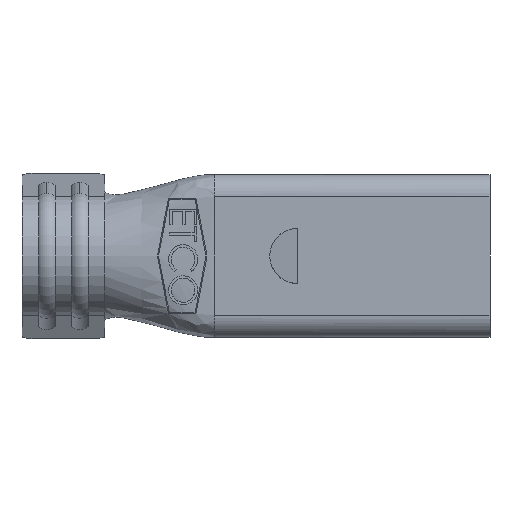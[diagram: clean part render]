
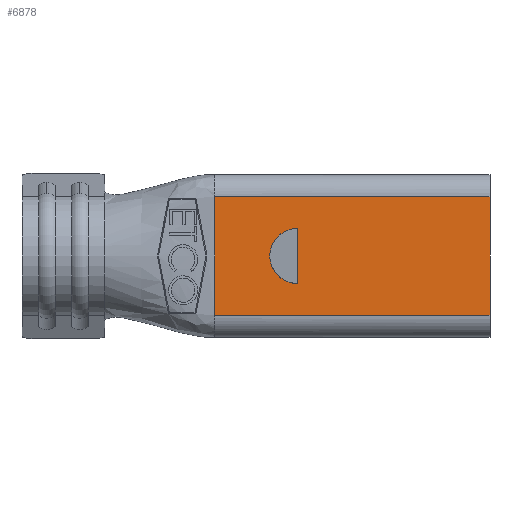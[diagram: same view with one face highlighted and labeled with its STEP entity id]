
A CAD part, front view. The second image highlights one B-rep face of the part: STEP entity #6878.
In plain terms, the highlighted planar face has unit normal (0, -1, 0).
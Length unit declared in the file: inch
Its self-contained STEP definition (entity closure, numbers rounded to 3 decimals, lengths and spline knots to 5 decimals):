
#177 = FACE_OUTER_BOUND ( 'NONE', #4470, .T. ) ;
#359 = CARTESIAN_POINT ( 'NONE',  ( -0.25, -0.01, -0.054 ) ) ;
#389 = VERTEX_POINT ( 'NONE', #6301 ) ;
#483 = ORIENTED_EDGE ( 'NONE', *, *, #5212, .F. ) ;
#863 = CARTESIAN_POINT ( 'NONE',  ( -0.175, -0.01, 0.025 ) ) ;
#990 = ORIENTED_EDGE ( 'NONE', *, *, #2658, .F. ) ;
#997 = AXIS2_PLACEMENT_3D ( 'NONE', #2540, #6303, #3083 ) ;
#1048 = EDGE_CURVE ( 'NONE', #6693, #5953, #1983, .T. ) ;
#1124 = CARTESIAN_POINT ( 'NONE',  ( -0.25, -0.01, 0.054 ) ) ;
#1190 = CARTESIAN_POINT ( 'NONE',  ( 0., -0.01, -0.054 ) ) ;
#1354 = AXIS2_PLACEMENT_3D ( 'NONE', #359, #5756, #2542 ) ;
#1627 = FACE_BOUND ( 'NONE', #5687, .T. ) ;
#1678 = CARTESIAN_POINT ( 'NONE',  ( -0.25, -0.01, 0.054 ) ) ;
#1690 = ORIENTED_EDGE ( 'NONE', *, *, #3885, .T. ) ;
#1843 = CARTESIAN_POINT ( 'NONE',  ( -0.25, -0.01, -0.054 ) ) ;
#1966 = CIRCLE ( 'NONE', #997, 0.025 ) ;
#1983 = LINE ( 'NONE', #5329, #6086 ) ;
#2010 = PLANE ( 'NONE',  #1354 ) ;
#2106 = CARTESIAN_POINT ( 'NONE',  ( 0., -0.01, -0.054 ) ) ;
#2117 = DIRECTION ( 'NONE',  ( 1., 0., 0. ) ) ;
#2385 = EDGE_CURVE ( 'NONE', #5325, #2851, #6502, .T. ) ;
#2387 = VECTOR ( 'NONE', #5970, 39.37008 ) ;
#2513 = ORIENTED_EDGE ( 'NONE', *, *, #2385, .F. ) ;
#2540 = CARTESIAN_POINT ( 'NONE',  ( -0.175, -0.01, 0. ) ) ;
#2542 = DIRECTION ( 'NONE',  ( 0., 0., -1. ) ) ;
#2658 = EDGE_CURVE ( 'NONE', #2851, #5953, #3161, .T. ) ;
#2712 = VECTOR ( 'NONE', #4771, 39.37008 ) ;
#2796 = DIRECTION ( 'NONE',  ( 0., 0., -1. ) ) ;
#2851 = VERTEX_POINT ( 'NONE', #3966 ) ;
#2975 = ORIENTED_EDGE ( 'NONE', *, *, #3773, .F. ) ;
#3083 = DIRECTION ( 'NONE',  ( 0., 0., -1. ) ) ;
#3137 = CARTESIAN_POINT ( 'NONE',  ( -0.25, -0.01, -0.054 ) ) ;
#3161 = LINE ( 'NONE', #1190, #4065 ) ;
#3272 = VERTEX_POINT ( 'NONE', #863 ) ;
#3761 = LINE ( 'NONE', #5796, #5186 ) ;
#3773 = EDGE_CURVE ( 'NONE', #3272, #389, #1966, .T. ) ;
#3885 = EDGE_CURVE ( 'NONE', #5325, #6693, #4141, .T. ) ;
#3918 = ORIENTED_EDGE ( 'NONE', *, *, #1048, .T. ) ;
#3966 = CARTESIAN_POINT ( 'NONE',  ( 0., -0.01, 0.054 ) ) ;
#4065 = VECTOR ( 'NONE', #2796, 39.37008 ) ;
#4141 = LINE ( 'NONE', #3137, #2712 ) ;
#4158 = DIRECTION ( 'NONE',  ( 0., 0., 1. ) ) ;
#4470 = EDGE_LOOP ( 'NONE', ( #990, #2513, #1690, #3918 ) ) ;
#4771 = DIRECTION ( 'NONE',  ( 0., 0., -1. ) ) ;
#5186 = VECTOR ( 'NONE', #4158, 39.37008 ) ;
#5212 = EDGE_CURVE ( 'NONE', #389, #3272, #3761, .T. ) ;
#5325 = VERTEX_POINT ( 'NONE', #1678 ) ;
#5329 = CARTESIAN_POINT ( 'NONE',  ( -0.25, -0.01, -0.054 ) ) ;
#5687 = EDGE_LOOP ( 'NONE', ( #2975, #483 ) ) ;
#5756 = DIRECTION ( 'NONE',  ( 0., -1., 0. ) ) ;
#5796 = CARTESIAN_POINT ( 'NONE',  ( -0.175, -0.01, -0.054 ) ) ;
#5953 = VERTEX_POINT ( 'NONE', #2106 ) ;
#5970 = DIRECTION ( 'NONE',  ( 1., 0., 0. ) ) ;
#6086 = VECTOR ( 'NONE', #2117, 39.37008 ) ;
#6301 = CARTESIAN_POINT ( 'NONE',  ( -0.175, -0.01, -0.025 ) ) ;
#6303 = DIRECTION ( 'NONE',  ( 0., -1., 0. ) ) ;
#6502 = LINE ( 'NONE', #1124, #2387 ) ;
#6693 = VERTEX_POINT ( 'NONE', #1843 ) ;
#6878 = ADVANCED_FACE ( 'NONE', ( #177, #1627 ), #2010, .T. ) ;
